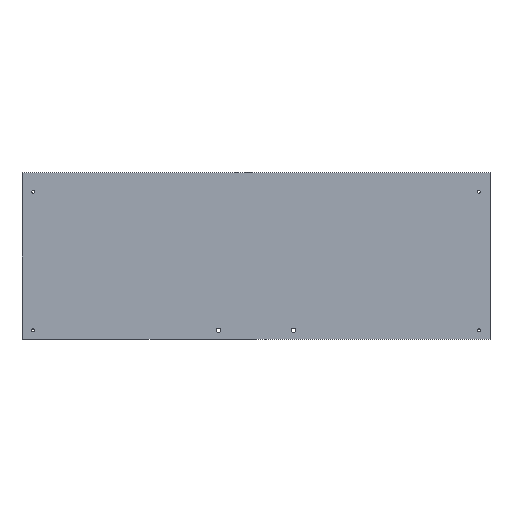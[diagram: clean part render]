
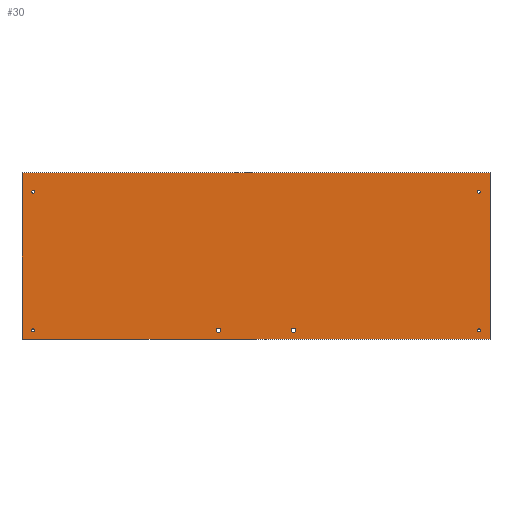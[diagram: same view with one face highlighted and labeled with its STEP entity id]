
A CAD part, top view. The second image highlights one B-rep face of the part: STEP entity #30.
In plain terms, the highlighted planar face has unit normal (0, 0, 1).
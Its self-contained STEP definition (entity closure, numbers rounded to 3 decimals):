
#5 = DIRECTION ( 'NONE',  ( 1., 0., 0. ) ) ;
#7 = CIRCLE ( 'NONE', #433, 2.25 ) ;
#9 = VERTEX_POINT ( 'NONE', #464 ) ;
#12 = DIRECTION ( 'NONE',  ( 0., 0., 1. ) ) ;
#14 = EDGE_LOOP ( 'NONE', ( #530, #646 ) ) ;
#18 = DIRECTION ( 'NONE',  ( 1., 0., 0. ) ) ;
#25 = DIRECTION ( 'NONE',  ( -1., 0., 0. ) ) ;
#26 = LINE ( 'NONE', #523, #493 ) ;
#29 = CARTESIAN_POINT ( 'NONE',  ( 58.5, -246., 2. ) ) ;
#30 = ADVANCED_FACE ( 'NONE', ( #270, #520, #374, #606, #459, #245, #236 ), #67, .T. ) ;
#34 = CARTESIAN_POINT ( 'NONE',  ( -365., 0., 2. ) ) ;
#35 = CIRCLE ( 'NONE', #214, 2.25 ) ;
#37 = VERTEX_POINT ( 'NONE', #80 ) ;
#41 = CARTESIAN_POINT ( 'NONE',  ( 365., -260., 2. ) ) ;
#58 = CIRCLE ( 'NONE', #291, 3.5 ) ;
#59 = VERTEX_POINT ( 'NONE', #515 ) ;
#61 = AXIS2_PLACEMENT_3D ( 'NONE', #95, #398, #144 ) ;
#65 = EDGE_CURVE ( 'NONE', #37, #560, #106, .T. ) ;
#67 = PLANE ( 'NONE',  #642 ) ;
#68 = CARTESIAN_POINT ( 'NONE',  ( 365., 0., 2. ) ) ;
#70 = EDGE_LOOP ( 'NONE', ( #421, #302 ) ) ;
#74 = EDGE_CURVE ( 'NONE', #423, #9, #149, .T. ) ;
#80 = CARTESIAN_POINT ( 'NONE',  ( 345.25, -246., 2. ) ) ;
#82 = EDGE_CURVE ( 'NONE', #555, #59, #487, .T. ) ;
#88 = DIRECTION ( 'NONE',  ( 0., 0., 1. ) ) ;
#89 = CIRCLE ( 'NONE', #538, 3.5 ) ;
#91 = DIRECTION ( 'NONE',  ( 0., -1., 0. ) ) ;
#92 = ORIENTED_EDGE ( 'NONE', *, *, #82, .F. ) ;
#95 = CARTESIAN_POINT ( 'NONE',  ( 347.5, -246., 2. ) ) ;
#101 = EDGE_CURVE ( 'NONE', #440, #260, #26, .T. ) ;
#103 = EDGE_CURVE ( 'NONE', #59, #555, #191, .T. ) ;
#106 = CIRCLE ( 'NONE', #508, 2.25 ) ;
#108 = CARTESIAN_POINT ( 'NONE',  ( -349.75, -30., 2. ) ) ;
#115 = VERTEX_POINT ( 'NONE', #319 ) ;
#117 = ORIENTED_EDGE ( 'NONE', *, *, #272, .T. ) ;
#119 = EDGE_CURVE ( 'NONE', #470, #229, #58, .T. ) ;
#121 = DIRECTION ( 'NONE',  ( 1., 0., 0. ) ) ;
#136 = EDGE_CURVE ( 'NONE', #137, #251, #7, .T. ) ;
#137 = VERTEX_POINT ( 'NONE', #426 ) ;
#141 = DIRECTION ( 'NONE',  ( 1., 0., 0. ) ) ;
#144 = DIRECTION ( 'NONE',  ( -1., 0., 0. ) ) ;
#149 = CIRCLE ( 'NONE', #607, 2.25 ) ;
#151 = ORIENTED_EDGE ( 'NONE', *, *, #101, .T. ) ;
#153 = DIRECTION ( 'NONE',  ( 1., 0., 0. ) ) ;
#159 = AXIS2_PLACEMENT_3D ( 'NONE', #361, #301, #5 ) ;
#165 = CARTESIAN_POINT ( 'NONE',  ( -62., -246., 2. ) ) ;
#169 = DIRECTION ( 'NONE',  ( -1., 0., 0. ) ) ;
#175 = CARTESIAN_POINT ( 'NONE',  ( 347.5, -246., 2. ) ) ;
#182 = ORIENTED_EDGE ( 'NONE', *, *, #119, .F. ) ;
#186 = DIRECTION ( 'NONE',  ( 0., 0., 1. ) ) ;
#190 = EDGE_CURVE ( 'NONE', #9, #423, #409, .T. ) ;
#191 = CIRCLE ( 'NONE', #261, 2.25 ) ;
#197 = AXIS2_PLACEMENT_3D ( 'NONE', #597, #454, #298 ) ;
#205 = DIRECTION ( 'NONE',  ( -1., 0., 0. ) ) ;
#206 = CARTESIAN_POINT ( 'NONE',  ( -365., 0., 2. ) ) ;
#214 = AXIS2_PLACEMENT_3D ( 'NONE', #452, #465, #153 ) ;
#220 = DIRECTION ( 'NONE',  ( 0., 0., 1. ) ) ;
#223 = DIRECTION ( 'NONE',  ( 0., 0., 1. ) ) ;
#229 = VERTEX_POINT ( 'NONE', #275 ) ;
#234 = AXIS2_PLACEMENT_3D ( 'NONE', #472, #475, #519 ) ;
#236 = FACE_OUTER_BOUND ( 'NONE', #386, .T. ) ;
#238 = DIRECTION ( 'NONE',  ( 1., 0., 0. ) ) ;
#239 = EDGE_LOOP ( 'NONE', ( #182, #614 ) ) ;
#245 = FACE_BOUND ( 'NONE', #511, .T. ) ;
#251 = VERTEX_POINT ( 'NONE', #328 ) ;
#260 = VERTEX_POINT ( 'NONE', #41 ) ;
#261 = AXIS2_PLACEMENT_3D ( 'NONE', #617, #424, #25 ) ;
#270 = FACE_BOUND ( 'NONE', #327, .T. ) ;
#272 = EDGE_CURVE ( 'NONE', #513, #440, #342, .T. ) ;
#275 = CARTESIAN_POINT ( 'NONE',  ( 55., -246., 2. ) ) ;
#277 = EDGE_CURVE ( 'NONE', #281, #513, #479, .T. ) ;
#281 = VERTEX_POINT ( 'NONE', #547 ) ;
#291 = AXIS2_PLACEMENT_3D ( 'NONE', #29, #625, #527 ) ;
#298 = DIRECTION ( 'NONE',  ( -1., 0., 0. ) ) ;
#301 = DIRECTION ( 'NONE',  ( 0., 0., 1. ) ) ;
#302 = ORIENTED_EDGE ( 'NONE', *, *, #65, .F. ) ;
#304 = EDGE_CURVE ( 'NONE', #560, #37, #430, .T. ) ;
#312 = CARTESIAN_POINT ( 'NONE',  ( -347.5, -30., 2. ) ) ;
#317 = DIRECTION ( 'NONE',  ( 1., 0., 0. ) ) ;
#319 = CARTESIAN_POINT ( 'NONE',  ( -55., -246., 2. ) ) ;
#326 = CARTESIAN_POINT ( 'NONE',  ( 349.75, -246., 2. ) ) ;
#327 = EDGE_LOOP ( 'NONE', ( #92, #394 ) ) ;
#328 = CARTESIAN_POINT ( 'NONE',  ( -345.25, -246., 2. ) ) ;
#342 = LINE ( 'NONE', #34, #576 ) ;
#347 = CARTESIAN_POINT ( 'NONE',  ( -365., 0., 2. ) ) ;
#350 = LINE ( 'NONE', #68, #404 ) ;
#357 = ORIENTED_EDGE ( 'NONE', *, *, #419, .F. ) ;
#361 = CARTESIAN_POINT ( 'NONE',  ( -58.5, -246., 2. ) ) ;
#368 = EDGE_LOOP ( 'NONE', ( #357, #510 ) ) ;
#374 = FACE_BOUND ( 'NONE', #239, .T. ) ;
#378 = CARTESIAN_POINT ( 'NONE',  ( -58.5, -246., 2. ) ) ;
#386 = EDGE_LOOP ( 'NONE', ( #117, #151, #633, #393 ) ) ;
#388 = ORIENTED_EDGE ( 'NONE', *, *, #190, .F. ) ;
#393 = ORIENTED_EDGE ( 'NONE', *, *, #277, .T. ) ;
#394 = ORIENTED_EDGE ( 'NONE', *, *, #103, .F. ) ;
#398 = DIRECTION ( 'NONE',  ( 0., 0., 1. ) ) ;
#404 = VECTOR ( 'NONE', #517, 1000. ) ;
#408 = EDGE_CURVE ( 'NONE', #229, #470, #506, .T. ) ;
#409 = CIRCLE ( 'NONE', #609, 2.25 ) ;
#419 = EDGE_CURVE ( 'NONE', #251, #137, #35, .T. ) ;
#421 = ORIENTED_EDGE ( 'NONE', *, *, #304, .F. ) ;
#423 = VERTEX_POINT ( 'NONE', #108 ) ;
#424 = DIRECTION ( 'NONE',  ( 0., 0., 1. ) ) ;
#426 = CARTESIAN_POINT ( 'NONE',  ( -349.75, -246., 2. ) ) ;
#430 = CIRCLE ( 'NONE', #61, 2.25 ) ;
#431 = CARTESIAN_POINT ( 'NONE',  ( -347.5, -30., 2. ) ) ;
#433 = AXIS2_PLACEMENT_3D ( 'NONE', #485, #88, #141 ) ;
#440 = VERTEX_POINT ( 'NONE', #512 ) ;
#445 = EDGE_CURVE ( 'NONE', #115, #531, #638, .T. ) ;
#452 = CARTESIAN_POINT ( 'NONE',  ( -347.5, -246., 2. ) ) ;
#454 = DIRECTION ( 'NONE',  ( 0., 0., 1. ) ) ;
#459 = FACE_BOUND ( 'NONE', #368, .T. ) ;
#461 = CARTESIAN_POINT ( 'NONE',  ( 0., 0., 2. ) ) ;
#464 = CARTESIAN_POINT ( 'NONE',  ( -345.25, -30., 2. ) ) ;
#465 = DIRECTION ( 'NONE',  ( 0., 0., 1. ) ) ;
#470 = VERTEX_POINT ( 'NONE', #503 ) ;
#472 = CARTESIAN_POINT ( 'NONE',  ( 347.5, -30., 2. ) ) ;
#475 = DIRECTION ( 'NONE',  ( 0., 0., 1. ) ) ;
#479 = LINE ( 'NONE', #347, #605 ) ;
#484 = DIRECTION ( 'NONE',  ( 0., 0., 1. ) ) ;
#485 = CARTESIAN_POINT ( 'NONE',  ( -347.5, -246., 2. ) ) ;
#487 = CIRCLE ( 'NONE', #234, 2.25 ) ;
#493 = VECTOR ( 'NONE', #121, 1000. ) ;
#503 = CARTESIAN_POINT ( 'NONE',  ( 62., -246., 2. ) ) ;
#506 = CIRCLE ( 'NONE', #197, 3.5 ) ;
#508 = AXIS2_PLACEMENT_3D ( 'NONE', #175, #220, #169 ) ;
#510 = ORIENTED_EDGE ( 'NONE', *, *, #136, .F. ) ;
#511 = EDGE_LOOP ( 'NONE', ( #388, #622 ) ) ;
#512 = CARTESIAN_POINT ( 'NONE',  ( -365., -260., 2. ) ) ;
#513 = VERTEX_POINT ( 'NONE', #206 ) ;
#515 = CARTESIAN_POINT ( 'NONE',  ( 345.25, -30., 2. ) ) ;
#517 = DIRECTION ( 'NONE',  ( 0., 1., 0. ) ) ;
#519 = DIRECTION ( 'NONE',  ( -1., 0., 0. ) ) ;
#520 = FACE_BOUND ( 'NONE', #70, .T. ) ;
#523 = CARTESIAN_POINT ( 'NONE',  ( -365., -260., 2. ) ) ;
#527 = DIRECTION ( 'NONE',  ( -1., 0., 0. ) ) ;
#530 = ORIENTED_EDGE ( 'NONE', *, *, #445, .F. ) ;
#531 = VERTEX_POINT ( 'NONE', #165 ) ;
#538 = AXIS2_PLACEMENT_3D ( 'NONE', #378, #484, #317 ) ;
#547 = CARTESIAN_POINT ( 'NONE',  ( 365., 0., 2. ) ) ;
#550 = EDGE_CURVE ( 'NONE', #260, #281, #350, .T. ) ;
#555 = VERTEX_POINT ( 'NONE', #615 ) ;
#560 = VERTEX_POINT ( 'NONE', #326 ) ;
#573 = DIRECTION ( 'NONE',  ( 1., 0., 0. ) ) ;
#574 = EDGE_CURVE ( 'NONE', #531, #115, #89, .T. ) ;
#576 = VECTOR ( 'NONE', #91, 1000. ) ;
#597 = CARTESIAN_POINT ( 'NONE',  ( 58.5, -246., 2. ) ) ;
#605 = VECTOR ( 'NONE', #205, 1000. ) ;
#606 = FACE_BOUND ( 'NONE', #14, .T. ) ;
#607 = AXIS2_PLACEMENT_3D ( 'NONE', #312, #223, #18 ) ;
#609 = AXIS2_PLACEMENT_3D ( 'NONE', #431, #186, #238 ) ;
#614 = ORIENTED_EDGE ( 'NONE', *, *, #408, .F. ) ;
#615 = CARTESIAN_POINT ( 'NONE',  ( 349.75, -30., 2. ) ) ;
#617 = CARTESIAN_POINT ( 'NONE',  ( 347.5, -30., 2. ) ) ;
#622 = ORIENTED_EDGE ( 'NONE', *, *, #74, .F. ) ;
#625 = DIRECTION ( 'NONE',  ( 0., 0., 1. ) ) ;
#633 = ORIENTED_EDGE ( 'NONE', *, *, #550, .T. ) ;
#638 = CIRCLE ( 'NONE', #159, 3.5 ) ;
#642 = AXIS2_PLACEMENT_3D ( 'NONE', #461, #12, #573 ) ;
#646 = ORIENTED_EDGE ( 'NONE', *, *, #574, .F. ) ;
